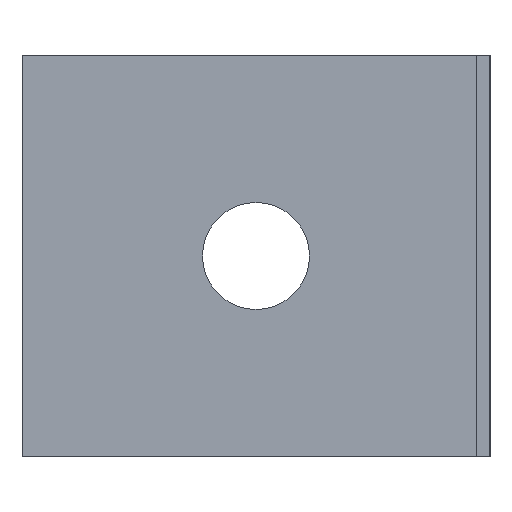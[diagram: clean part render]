
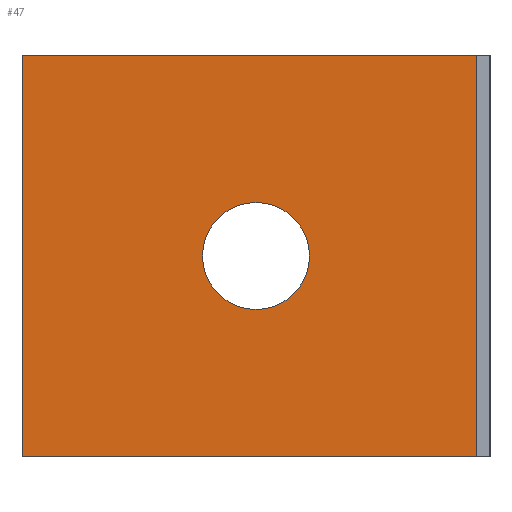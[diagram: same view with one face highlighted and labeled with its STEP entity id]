
A CAD part, left-side view. The second image highlights one B-rep face of the part: STEP entity #47.
In plain terms, the highlighted planar face has unit normal (-1, 0, 0).
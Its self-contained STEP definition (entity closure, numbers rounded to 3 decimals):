
#36=FACE_BOUND('',#71,.T.);
#37=FACE_BOUND('',#72,.T.);
#47=ADVANCED_FACE('',(#36,#37),#56,.T.);
#56=PLANE('',#248);
#71=EDGE_LOOP('',(#108));
#72=EDGE_LOOP('',(#109,#110,#111,#112));
#108=ORIENTED_EDGE('',*,*,#148,.F.);
#109=ORIENTED_EDGE('',*,*,#146,.F.);
#110=ORIENTED_EDGE('',*,*,#147,.F.);
#111=ORIENTED_EDGE('',*,*,#144,.T.);
#112=ORIENTED_EDGE('',*,*,#129,.T.);
#115=VERTEX_POINT('',#309);
#116=VERTEX_POINT('',#310);
#126=VERTEX_POINT('',#338);
#127=VERTEX_POINT('',#342);
#128=VERTEX_POINT('',#348);
#129=EDGE_CURVE('',#115,#116,#173,.T.);
#144=EDGE_CURVE('',#126,#115,#187,.T.);
#146=EDGE_CURVE('',#127,#116,#189,.T.);
#147=EDGE_CURVE('',#126,#127,#190,.T.);
#148=EDGE_CURVE('',#128,#128,#152,.T.);
#152=CIRCLE('',#247,4.);
#173=LINE('',#308,#195);
#187=LINE('',#339,#209);
#189=LINE('',#343,#211);
#190=LINE('',#345,#212);
#195=VECTOR('',#260,1.);
#209=VECTOR('',#284,1.);
#211=VECTOR('',#288,1.);
#212=VECTOR('',#291,1.);
#247=AXIS2_PLACEMENT_3D('',#347,#294,#295);
#248=AXIS2_PLACEMENT_3D('',#349,#296,#297);
#260=DIRECTION('',(0.,0.,-1.));
#284=DIRECTION('',(0.,1.,0.));
#288=DIRECTION('',(0.,1.,0.));
#291=DIRECTION('',(0.,0.,-1.));
#294=DIRECTION('',(-1.,0.,0.));
#295=DIRECTION('',(0.,0.,1.));
#296=DIRECTION('',(-1.,0.,0.));
#297=DIRECTION('',(0.,0.,1.));
#308=CARTESIAN_POINT('',(64.,19.,30.));
#309=CARTESIAN_POINT('',(64.,19.,30.));
#310=CARTESIAN_POINT('',(64.,19.,0.));
#338=CARTESIAN_POINT('',(64.,-15.,30.));
#339=CARTESIAN_POINT('',(64.,-16.,30.));
#342=CARTESIAN_POINT('',(64.,-15.,0.));
#343=CARTESIAN_POINT('',(64.,-16.,0.));
#345=CARTESIAN_POINT('',(64.,-15.,30.));
#347=CARTESIAN_POINT('',(64.,1.5,15.));
#348=CARTESIAN_POINT('',(64.,1.5,19.));
#349=CARTESIAN_POINT('',(64.,-16.,30.));
